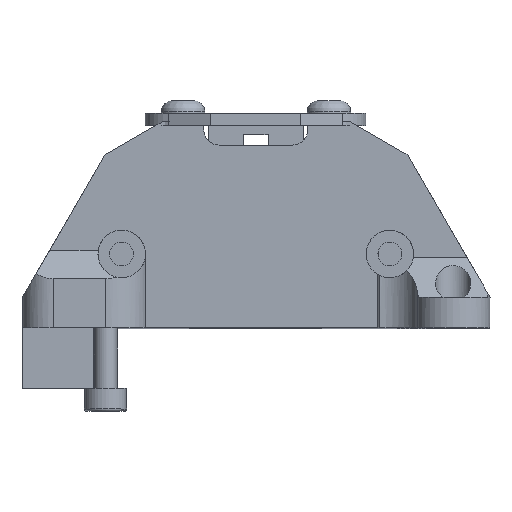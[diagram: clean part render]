
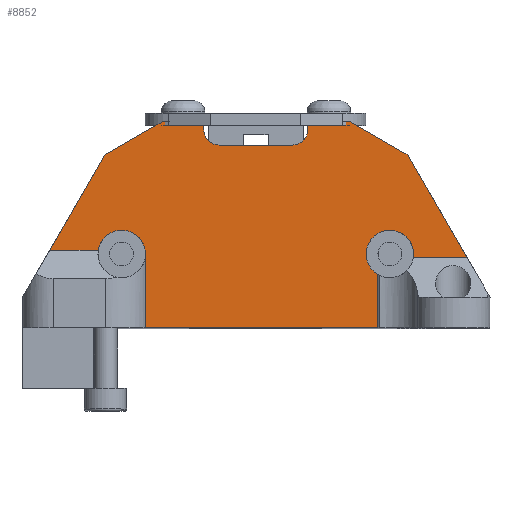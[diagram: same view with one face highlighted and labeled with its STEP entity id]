
A CAD part, top view. The second image highlights one B-rep face of the part: STEP entity #8852.
In plain terms, the highlighted face is planar.
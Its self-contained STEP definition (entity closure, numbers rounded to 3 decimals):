
#731=PLANE('',#9618);
#1254=FACE_OUTER_BOUND('',#1781,.T.);
#1781=EDGE_LOOP('',(#7145,#7146,#7147,#7148,#7149,#7150,#7151,#7152,#7153,
#7154,#7155,#7156,#7157,#7158,#7159,#7160,#7161,#7162,#7163,#7164,#7165,
#7166,#7167));
#2335=LINE('',#15960,#3046);
#2369=LINE('',#16071,#3080);
#2370=LINE('',#16073,#3081);
#2371=LINE('',#16076,#3082);
#2372=LINE('',#16078,#3083);
#2373=LINE('',#16080,#3084);
#2374=LINE('',#16082,#3085);
#2375=LINE('',#16084,#3086);
#2376=LINE('',#16088,#3087);
#2377=LINE('',#16092,#3088);
#2378=LINE('',#16094,#3089);
#2379=LINE('',#16096,#3090);
#2380=LINE('',#16098,#3091);
#2381=LINE('',#16099,#3092);
#2382=LINE('',#16101,#3093);
#2383=LINE('',#16102,#3094);
#3046=VECTOR('',#11002,10.);
#3080=VECTOR('',#11088,10.);
#3081=VECTOR('',#11091,10.);
#3082=VECTOR('',#11094,10.);
#3083=VECTOR('',#11095,10.);
#3084=VECTOR('',#11096,10.);
#3085=VECTOR('',#11097,10.);
#3086=VECTOR('',#11098,10.);
#3087=VECTOR('',#11101,10.);
#3088=VECTOR('',#11104,10.);
#3089=VECTOR('',#11105,10.);
#3090=VECTOR('',#11106,10.);
#3091=VECTOR('',#11107,10.);
#3092=VECTOR('',#11108,10.);
#3093=VECTOR('',#11109,10.);
#3094=VECTOR('',#11110,10.);
#3633=CIRCLE('',#9573,3.1);
#3634=CIRCLE('',#9576,3.1);
#3637=CIRCLE('',#9601,3.1);
#3638=CIRCLE('',#9603,3.1);
#3639=CIRCLE('',#9605,3.1);
#3642=CIRCLE('',#9619,2.);
#3643=CIRCLE('',#9620,2.);
#4164=VERTEX_POINT('',#15892);
#4165=VERTEX_POINT('',#15894);
#4168=VERTEX_POINT('',#15911);
#4180=VERTEX_POINT('',#15959);
#4197=VERTEX_POINT('',#16010);
#4198=VERTEX_POINT('',#16012);
#4200=VERTEX_POINT('',#16021);
#4201=VERTEX_POINT('',#16023);
#4203=VERTEX_POINT('',#16027);
#4209=VERTEX_POINT('',#16069);
#4210=VERTEX_POINT('',#16075);
#4211=VERTEX_POINT('',#16077);
#4212=VERTEX_POINT('',#16079);
#4213=VERTEX_POINT('',#16081);
#4214=VERTEX_POINT('',#16083);
#4215=VERTEX_POINT('',#16085);
#4216=VERTEX_POINT('',#16087);
#4217=VERTEX_POINT('',#16089);
#4218=VERTEX_POINT('',#16091);
#4219=VERTEX_POINT('',#16093);
#4220=VERTEX_POINT('',#16095);
#4221=VERTEX_POINT('',#16097);
#4222=VERTEX_POINT('',#16100);
#5205=EDGE_CURVE('',#4165,#4164,#3633,.T.);
#5209=EDGE_CURVE('',#4164,#4168,#3634,.T.);
#5232=EDGE_CURVE('',#4165,#4180,#2335,.T.);
#5258=EDGE_CURVE('',#4198,#4197,#3637,.T.);
#5261=EDGE_CURVE('',#4201,#4200,#3638,.T.);
#5264=EDGE_CURVE('',#4197,#4203,#3639,.T.);
#5277=EDGE_CURVE('',#4200,#4209,#2369,.T.);
#5278=EDGE_CURVE('',#4209,#4198,#2370,.T.);
#5279=EDGE_CURVE('',#4168,#4210,#2371,.T.);
#5280=EDGE_CURVE('',#4211,#4210,#2372,.T.);
#5281=EDGE_CURVE('',#4212,#4211,#2373,.T.);
#5282=EDGE_CURVE('',#4213,#4212,#2374,.T.);
#5283=EDGE_CURVE('',#4214,#4213,#2375,.T.);
#5284=EDGE_CURVE('',#4215,#4214,#3642,.T.);
#5285=EDGE_CURVE('',#4216,#4215,#2376,.T.);
#5286=EDGE_CURVE('',#4217,#4216,#3643,.T.);
#5287=EDGE_CURVE('',#4218,#4217,#2377,.T.);
#5288=EDGE_CURVE('',#4219,#4218,#2378,.T.);
#5289=EDGE_CURVE('',#4220,#4219,#2379,.T.);
#5290=EDGE_CURVE('',#4221,#4220,#2380,.T.);
#5291=EDGE_CURVE('',#4221,#4201,#2381,.T.);
#5292=EDGE_CURVE('',#4203,#4222,#2382,.T.);
#5293=EDGE_CURVE('',#4180,#4222,#2383,.T.);
#7145=ORIENTED_EDGE('',*,*,#5205,.T.);
#7146=ORIENTED_EDGE('',*,*,#5209,.T.);
#7147=ORIENTED_EDGE('',*,*,#5279,.T.);
#7148=ORIENTED_EDGE('',*,*,#5280,.F.);
#7149=ORIENTED_EDGE('',*,*,#5281,.F.);
#7150=ORIENTED_EDGE('',*,*,#5282,.F.);
#7151=ORIENTED_EDGE('',*,*,#5283,.F.);
#7152=ORIENTED_EDGE('',*,*,#5284,.F.);
#7153=ORIENTED_EDGE('',*,*,#5285,.F.);
#7154=ORIENTED_EDGE('',*,*,#5286,.F.);
#7155=ORIENTED_EDGE('',*,*,#5287,.F.);
#7156=ORIENTED_EDGE('',*,*,#5288,.F.);
#7157=ORIENTED_EDGE('',*,*,#5289,.F.);
#7158=ORIENTED_EDGE('',*,*,#5290,.F.);
#7159=ORIENTED_EDGE('',*,*,#5291,.T.);
#7160=ORIENTED_EDGE('',*,*,#5261,.T.);
#7161=ORIENTED_EDGE('',*,*,#5277,.T.);
#7162=ORIENTED_EDGE('',*,*,#5278,.T.);
#7163=ORIENTED_EDGE('',*,*,#5258,.T.);
#7164=ORIENTED_EDGE('',*,*,#5264,.T.);
#7165=ORIENTED_EDGE('',*,*,#5292,.T.);
#7166=ORIENTED_EDGE('',*,*,#5293,.F.);
#7167=ORIENTED_EDGE('',*,*,#5232,.F.);
#8852=ADVANCED_FACE('',(#1254),#731,.T.);
#9573=AXIS2_PLACEMENT_3D('',#15895,#10946,#10947);
#9576=AXIS2_PLACEMENT_3D('',#15913,#10952,#10953);
#9601=AXIS2_PLACEMENT_3D('',#16013,#11047,#11048);
#9603=AXIS2_PLACEMENT_3D('',#16024,#11051,#11052);
#9605=AXIS2_PLACEMENT_3D('',#16044,#11055,#11056);
#9618=AXIS2_PLACEMENT_3D('',#16074,#11092,#11093);
#9619=AXIS2_PLACEMENT_3D('',#16086,#11099,#11100);
#9620=AXIS2_PLACEMENT_3D('',#16090,#11102,#11103);
#10946=DIRECTION('center_axis',(0.,1.,0.));
#10947=DIRECTION('ref_axis',(1.,0.,0.));
#10952=DIRECTION('center_axis',(0.,1.,0.));
#10953=DIRECTION('ref_axis',(1.,0.,0.));
#11002=DIRECTION('',(0.,0.,-1.));
#11047=DIRECTION('center_axis',(0.,1.,0.));
#11048=DIRECTION('ref_axis',(-1.,0.,0.));
#11051=DIRECTION('center_axis',(0.,1.,0.));
#11052=DIRECTION('ref_axis',(-1.,0.,0.));
#11055=DIRECTION('center_axis',(0.,1.,0.));
#11056=DIRECTION('ref_axis',(-1.,0.,0.));
#11088=DIRECTION('',(1.,0.,0.));
#11091=DIRECTION('',(0.,0.,-1.));
#11092=DIRECTION('center_axis',(0.,-1.,0.));
#11093=DIRECTION('ref_axis',(1.,0.,0.));
#11094=DIRECTION('',(1.,0.,0.));
#11095=DIRECTION('',(0.5,0.,-0.866));
#11096=DIRECTION('',(0.866,0.,-0.5));
#11097=DIRECTION('',(1.,0.,0.));
#11098=DIRECTION('',(0.,0.,1.));
#11099=DIRECTION('center_axis',(0.,-1.,0.));
#11100=DIRECTION('ref_axis',(0.707,0.,-0.707));
#11101=DIRECTION('',(1.,0.,0.));
#11102=DIRECTION('center_axis',(0.,-1.,0.));
#11103=DIRECTION('ref_axis',(-0.707,0.,-0.707));
#11104=DIRECTION('',(0.,0.,-1.));
#11105=DIRECTION('',(1.,0.,0.));
#11106=DIRECTION('',(0.866,0.,0.5));
#11107=DIRECTION('',(0.5,0.,0.866));
#11108=DIRECTION('',(1.,0.,0.));
#11109=DIRECTION('',(0.,0.,-1.));
#11110=DIRECTION('',(-1.,0.,0.));
#15892=CARTESIAN_POINT('',(399.213,-525.65,110.388));
#15894=CARTESIAN_POINT('',(400.747,-525.65,107.713));
#15895=CARTESIAN_POINT('Origin',(402.313,-525.65,110.388));
#15911=CARTESIAN_POINT('',(405.382,-525.65,109.952));
#15913=CARTESIAN_POINT('Origin',(402.313,-525.65,110.388));
#15959=CARTESIAN_POINT('',(400.747,-525.65,100.752));
#15960=CARTESIAN_POINT('',(400.747,-525.65,109.036));
#16010=CARTESIAN_POINT('',(370.413,-525.65,110.388));
#16012=CARTESIAN_POINT('',(370.412,-525.65,110.472));
#16013=CARTESIAN_POINT('Origin',(367.313,-525.65,110.388));
#16021=CARTESIAN_POINT('',(370.374,-525.65,110.878));
#16023=CARTESIAN_POINT('',(364.252,-525.65,110.878));
#16024=CARTESIAN_POINT('Origin',(367.313,-525.65,110.388));
#16027=CARTESIAN_POINT('',(370.412,-525.65,110.304));
#16044=CARTESIAN_POINT('Origin',(367.313,-525.65,110.388));
#16069=CARTESIAN_POINT('',(370.412,-525.65,110.878));
#16071=CARTESIAN_POINT('',(390.833,-525.65,110.878));
#16073=CARTESIAN_POINT('',(370.412,-525.65,100.752));
#16074=CARTESIAN_POINT('Origin',(384.88,-525.65,110.465));
#16075=CARTESIAN_POINT('',(412.378,-525.65,109.952));
#16076=CARTESIAN_POINT('',(390.833,-525.65,109.952));
#16077=CARTESIAN_POINT('',(404.68,-525.65,123.285));
#16078=CARTESIAN_POINT('',(410.331,-525.65,113.498));
#16079=CARTESIAN_POINT('',(397.18,-525.65,127.615));
#16080=CARTESIAN_POINT('',(398.156,-525.65,127.052));
#16081=CARTESIAN_POINT('',(391.598,-525.65,127.615));
#16082=CARTESIAN_POINT('',(389.82,-525.65,127.615));
#16083=CARTESIAN_POINT('',(391.598,-525.65,126.598));
#16084=CARTESIAN_POINT('',(391.598,-525.65,110.681));
#16085=CARTESIAN_POINT('',(389.598,-525.65,124.598));
#16086=CARTESIAN_POINT('Origin',(389.598,-525.65,126.598));
#16087=CARTESIAN_POINT('',(380.028,-525.65,124.598));
#16088=CARTESIAN_POINT('',(384.847,-525.65,124.598));
#16089=CARTESIAN_POINT('',(378.028,-525.65,126.598));
#16090=CARTESIAN_POINT('Origin',(380.028,-525.65,126.598));
#16091=CARTESIAN_POINT('',(378.028,-525.65,127.615));
#16092=CARTESIAN_POINT('',(378.028,-525.65,110.681));
#16093=CARTESIAN_POINT('',(372.58,-525.65,127.615));
#16094=CARTESIAN_POINT('',(379.873,-525.65,127.615));
#16095=CARTESIAN_POINT('',(365.08,-525.65,123.285));
#16096=CARTESIAN_POINT('',(371.604,-525.65,127.052));
#16097=CARTESIAN_POINT('',(357.917,-525.65,110.878));
#16098=CARTESIAN_POINT('',(362.728,-525.65,119.211));
#16099=CARTESIAN_POINT('',(390.833,-525.65,110.878));
#16100=CARTESIAN_POINT('',(370.412,-525.65,100.752));
#16101=CARTESIAN_POINT('',(370.412,-525.65,100.752));
#16102=CARTESIAN_POINT('',(396.786,-525.65,100.752));
